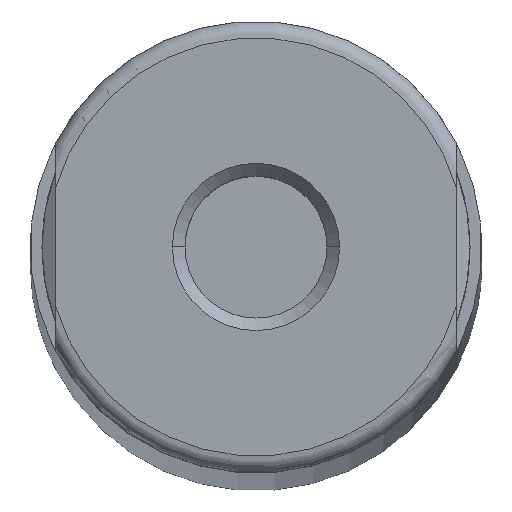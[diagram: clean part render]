
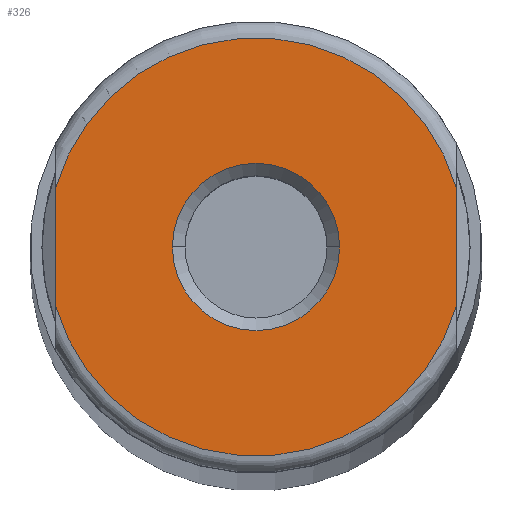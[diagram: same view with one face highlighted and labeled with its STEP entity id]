
A CAD part, top view. The second image highlights one B-rep face of the part: STEP entity #326.
In plain terms, the highlighted planar face has unit normal (0, 0, 1).
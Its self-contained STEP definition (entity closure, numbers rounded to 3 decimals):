
#157 = CARTESIAN_POINT ( 'NONE',  ( 5., 0., 0. ) ) ;
#158 = DIRECTION ( 'NONE',  ( 1., 0., 0. ) ) ;
#159 = DIRECTION ( 'NONE',  ( 0., 0., 1. ) ) ;
#160 = CARTESIAN_POINT ( 'NONE',  ( 0., 0., 0. ) ) ;
#161 = AXIS2_PLACEMENT_3D ( 'NONE', #160, #159, #158 ) ;
#162 = CIRCLE ( 'NONE', #161, 5. ) ;
#227 = CARTESIAN_POINT ( 'NONE',  ( -5., 0., 0. ) ) ;
#325 = ORIENTED_EDGE ( 'NONE', *, *, #399, .F. ) ;
#326 = ADVANCED_FACE ( 'NONE', ( #812, #811 ), #818, .F. ) ;
#327 = EDGE_LOOP ( 'NONE', ( #325, #404 ) ) ;
#328 = ORIENTED_EDGE ( 'NONE', *, *, #429, .F. ) ;
#390 = VERTEX_POINT ( 'NONE', #793 ) ;
#391 = EDGE_CURVE ( 'NONE', #390, #452, #778, .T. ) ;
#399 = EDGE_CURVE ( 'NONE', #596, #593, #766, .T. ) ;
#400 = EDGE_CURVE ( 'NONE', #406, #401, #761, .T. ) ;
#401 = VERTEX_POINT ( 'NONE', #844 ) ;
#402 = ORIENTED_EDGE ( 'NONE', *, *, #400, .T. ) ;
#403 = EDGE_LOOP ( 'NONE', ( #402, #407, #455, #328 ) ) ;
#404 = ORIENTED_EDGE ( 'NONE', *, *, #595, .F. ) ;
#405 = EDGE_CURVE ( 'NONE', #401, #390, #843, .T. ) ;
#406 = VERTEX_POINT ( 'NONE', #839 ) ;
#407 = ORIENTED_EDGE ( 'NONE', *, *, #405, .T. ) ;
#429 = EDGE_CURVE ( 'NONE', #406, #452, #977, .T. ) ;
#452 = VERTEX_POINT ( 'NONE', #1108 ) ;
#455 = ORIENTED_EDGE ( 'NONE', *, *, #391, .T. ) ;
#593 = VERTEX_POINT ( 'NONE', #227 ) ;
#595 = EDGE_CURVE ( 'NONE', #593, #596, #162, .T. ) ;
#596 = VERTEX_POINT ( 'NONE', #157 ) ;
#761 = CIRCLE ( 'NONE', #848, 12.5 ) ;
#762 = DIRECTION ( 'NONE',  ( 1., 0., 0. ) ) ;
#763 = DIRECTION ( 'NONE',  ( 0., 0., 1. ) ) ;
#764 = CARTESIAN_POINT ( 'NONE',  ( 0., 0., 0. ) ) ;
#765 = AXIS2_PLACEMENT_3D ( 'NONE', #764, #763, #762 ) ;
#766 = CIRCLE ( 'NONE', #765, 5. ) ;
#774 = DIRECTION ( 'NONE',  ( 1., 0., 0. ) ) ;
#775 = DIRECTION ( 'NONE',  ( 0., 0., 1. ) ) ;
#776 = CARTESIAN_POINT ( 'NONE',  ( 0., 0., 0. ) ) ;
#777 = AXIS2_PLACEMENT_3D ( 'NONE', #776, #775, #774 ) ;
#778 = CIRCLE ( 'NONE', #777, 12.5 ) ;
#793 = CARTESIAN_POINT ( 'NONE',  ( 12., 3.5, 0. ) ) ;
#807 = DIRECTION ( 'NONE',  ( -1., 0., 0. ) ) ;
#808 = DIRECTION ( 'NONE',  ( 0., 0., -1. ) ) ;
#809 = CARTESIAN_POINT ( 'NONE',  ( 0., 0., 0. ) ) ;
#810 = AXIS2_PLACEMENT_3D ( 'NONE', #809, #808, #807 ) ;
#811 = FACE_OUTER_BOUND ( 'NONE', #403, .T. ) ;
#812 = FACE_BOUND ( 'NONE', #327, .T. ) ;
#818 = PLANE ( 'NONE',  #810 ) ;
#839 = CARTESIAN_POINT ( 'NONE',  ( -12., -3.5, 0. ) ) ;
#840 = DIRECTION ( 'NONE',  ( 0., 1., 0. ) ) ;
#841 = VECTOR ( 'NONE', #840, 1000. ) ;
#842 = CARTESIAN_POINT ( 'NONE',  ( 12., -13.5, 0. ) ) ;
#843 = LINE ( 'NONE', #842, #841 ) ;
#844 = CARTESIAN_POINT ( 'NONE',  ( 12., -3.5, 0. ) ) ;
#845 = DIRECTION ( 'NONE',  ( 1., 0., 0. ) ) ;
#846 = DIRECTION ( 'NONE',  ( 0., 0., 1. ) ) ;
#847 = CARTESIAN_POINT ( 'NONE',  ( 0., 0., 0. ) ) ;
#848 = AXIS2_PLACEMENT_3D ( 'NONE', #847, #846, #845 ) ;
#974 = DIRECTION ( 'NONE',  ( 0., 1., 0. ) ) ;
#975 = VECTOR ( 'NONE', #974, 1000. ) ;
#976 = CARTESIAN_POINT ( 'NONE',  ( -12., -13.5, 0. ) ) ;
#977 = LINE ( 'NONE', #976, #975 ) ;
#1108 = CARTESIAN_POINT ( 'NONE',  ( -12., 3.5, 0. ) ) ;
